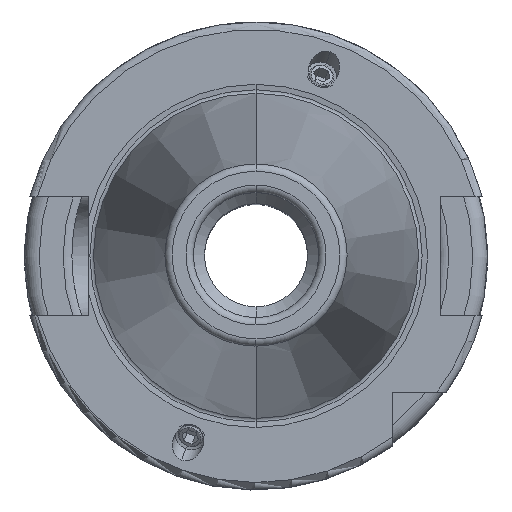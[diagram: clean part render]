
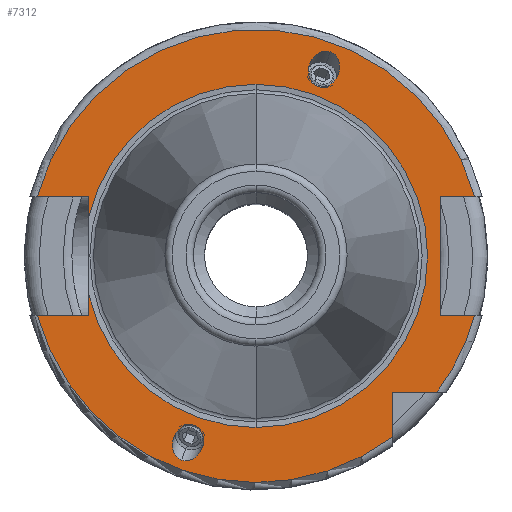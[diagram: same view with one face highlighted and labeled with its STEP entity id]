
A CAD part, top view. The second image highlights one B-rep face of the part: STEP entity #7312.
In plain terms, the highlighted planar face has unit normal (0, 0, 1).
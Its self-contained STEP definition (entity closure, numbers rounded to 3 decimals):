
#1210=DIRECTION('',(1,0,0));
#1211=VECTOR('',#1210,7.004);
#1212=CARTESIAN_POINT('',(-29.704,-8.05,18.1));
#1213=LINE('',#1212,#1211);
#1214=DIRECTION('',(0,1,0));
#1215=VECTOR('',#1214,2.753);
#1216=CARTESIAN_POINT('',(-22.7,-8.05,18.1));
#1217=LINE('',#1216,#1215);
#1218=DIRECTION('',(0,1,0));
#1219=VECTOR('',#1218,2.753);
#1220=CARTESIAN_POINT('',(-22.7,5.297,18.1));
#1221=LINE('',#1220,#1219);
#1222=DIRECTION('',(1,0,0));
#1223=VECTOR('',#1222,7.004);
#1224=CARTESIAN_POINT('',(-29.704,8.05,18.1));
#1225=LINE('',#1224,#1223);
#1226=DIRECTION('',(-1,0,0));
#1227=VECTOR('',#1226,4.704);
#1228=CARTESIAN_POINT('',(29.704,8.05,18.1));
#1229=LINE('',#1228,#1227);
#1230=DIRECTION('',(0,-1,0));
#1231=VECTOR('',#1230,16.1);
#1232=CARTESIAN_POINT('',(25,8.05,18.1));
#1233=LINE('',#1232,#1231);
#1234=DIRECTION('',(-1,0,0));
#1235=VECTOR('',#1234,4.704);
#1236=CARTESIAN_POINT('',(29.704,-8.05,18.1));
#1237=LINE('',#1236,#1235);
#1238=CARTESIAN_POINT('',(0,0,18.1));
#1239=DIRECTION('',(0,0,1));
#1240=DIRECTION('',(0.799,-0.601,0));
#1241=AXIS2_PLACEMENT_3D('',#1238,#1239,#1240);
#1243=DIRECTION('',(-1,0,0));
#1244=VECTOR('',#1243,6.094);
#1245=CARTESIAN_POINT('',(24.594,-18.5,18.1));
#1246=LINE('',#1245,#1244);
#1247=DIRECTION('',(0,1,0));
#1248=VECTOR('',#1247,6.094);
#1249=CARTESIAN_POINT('',(18.5,-24.594,18.1));
#1250=LINE('',#1249,#1248);
#1251=CARTESIAN_POINT('',(10.09,27.723,18.1));
#1252=CARTESIAN_POINT('',(9.863,27.806,18.1));
#1253=CARTESIAN_POINT('',(9.337,27.884,18.1));
#1254=CARTESIAN_POINT('',(8.455,27.594,18.1));
#1255=CARTESIAN_POINT('',(7.834,27.033,18.1));
#1256=CARTESIAN_POINT('',(7.483,26.49,18.1));
#1257=CARTESIAN_POINT('',(7.298,26.077,18.1));
#1258=CARTESIAN_POINT('',(7.174,25.641,18.1));
#1259=CARTESIAN_POINT('',(7.094,25.,18.1));
#1260=CARTESIAN_POINT('',(7.208,24.17,18.1));
#1261=CARTESIAN_POINT('',(7.698,23.381,18.1));
#1262=CARTESIAN_POINT('',(8.152,23.103,18.1));
#1263=CARTESIAN_POINT('',(8.379,23.02,18.1));
#1265=CARTESIAN_POINT('',(8.379,23.02,18.1));
#1266=CARTESIAN_POINT('',(8.606,22.937,18.1));
#1267=CARTESIAN_POINT('',(9.133,22.859,18.1));
#1268=CARTESIAN_POINT('',(10.014,23.149,18.1));
#1269=CARTESIAN_POINT('',(10.635,23.711,18.1));
#1270=CARTESIAN_POINT('',(10.986,24.253,18.1));
#1271=CARTESIAN_POINT('',(11.171,24.667,18.1));
#1272=CARTESIAN_POINT('',(11.295,25.103,18.1));
#1273=CARTESIAN_POINT('',(11.375,25.744,18.1));
#1274=CARTESIAN_POINT('',(11.261,26.573,18.1));
#1275=CARTESIAN_POINT('',(10.771,27.362,18.1));
#1276=CARTESIAN_POINT('',(10.318,27.641,18.1));
#1277=CARTESIAN_POINT('',(10.09,27.723,18.1));
#1279=CARTESIAN_POINT('',(-10.09,-27.723,18.1));
#1280=CARTESIAN_POINT('',(-10.318,-27.641,18.1));
#1281=CARTESIAN_POINT('',(-10.771,-27.362,18.1));
#1282=CARTESIAN_POINT('',(-11.261,-26.573,18.1));
#1283=CARTESIAN_POINT('',(-11.375,-25.744,18.1));
#1284=CARTESIAN_POINT('',(-11.295,-25.103,18.1));
#1285=CARTESIAN_POINT('',(-11.171,-24.667,18.1));
#1286=CARTESIAN_POINT('',(-10.986,-24.253,18.1));
#1287=CARTESIAN_POINT('',(-10.635,-23.711,18.1));
#1288=CARTESIAN_POINT('',(-10.014,-23.149,18.1));
#1289=CARTESIAN_POINT('',(-9.133,-22.859,18.1));
#1290=CARTESIAN_POINT('',(-8.606,-22.937,18.1));
#1291=CARTESIAN_POINT('',(-8.379,-23.02,18.1));
#1293=CARTESIAN_POINT('',(-8.379,-23.02,18.1));
#1294=CARTESIAN_POINT('',(-8.152,-23.103,18.1));
#1295=CARTESIAN_POINT('',(-7.698,-23.381,18.1));
#1296=CARTESIAN_POINT('',(-7.208,-24.17,18.1));
#1297=CARTESIAN_POINT('',(-7.094,-25.,18.1));
#1298=CARTESIAN_POINT('',(-7.174,-25.641,18.1));
#1299=CARTESIAN_POINT('',(-7.298,-26.077,18.1));
#1300=CARTESIAN_POINT('',(-7.483,-26.49,18.1));
#1301=CARTESIAN_POINT('',(-7.834,-27.033,18.1));
#1302=CARTESIAN_POINT('',(-8.455,-27.594,18.1));
#1303=CARTESIAN_POINT('',(-9.337,-27.884,18.1));
#1304=CARTESIAN_POINT('',(-9.863,-27.806,18.1));
#1305=CARTESIAN_POINT('',(-10.09,-27.723,18.1));
#1315=CARTESIAN_POINT('',(0,0,18.1));
#1316=DIRECTION('',(0,0,1));
#1317=DIRECTION('',(0,1,0));
#1318=AXIS2_PLACEMENT_3D('',#1315,#1316,#1317);
#1328=CARTESIAN_POINT('',(0,0,18.1));
#1329=DIRECTION('',(0,0,1));
#1330=DIRECTION('',(-0.974,-0.227,0));
#1331=AXIS2_PLACEMENT_3D('',#1328,#1329,#1330);
#1333=CARTESIAN_POINT('',(0,0,18.1));
#1334=DIRECTION('',(0,0,-1));
#1335=DIRECTION('',(0,1,0));
#1336=AXIS2_PLACEMENT_3D('',#1333,#1334,#1335);
#4901=CARTESIAN_POINT('',(0,0,18.1));
#4902=DIRECTION('',(0,0,1));
#4903=DIRECTION('',(0.965,0.262,0));
#4904=AXIS2_PLACEMENT_3D('',#4901,#4902,#4903);
#4952=CARTESIAN_POINT('',(0,0,18.1));
#4953=DIRECTION('',(0,0,1));
#4954=DIRECTION('',(-0.965,-0.262,0));
#4955=AXIS2_PLACEMENT_3D('',#4952,#4953,#4954);
#5575=CARTESIAN_POINT('',(-29.704,-8.05,18.1));
#5576=CARTESIAN_POINT('',(-22.7,-8.05,18.1));
#5577=VERTEX_POINT('',#5575);
#5578=VERTEX_POINT('',#5576);
#5579=CARTESIAN_POINT('',(-22.7,-5.297,18.1));
#5580=VERTEX_POINT('',#5579);
#5581=CARTESIAN_POINT('',(-22.7,5.297,18.1));
#5582=CARTESIAN_POINT('',(-22.7,8.05,18.1));
#5583=VERTEX_POINT('',#5581);
#5584=VERTEX_POINT('',#5582);
#5585=CARTESIAN_POINT('',(-29.704,8.05,18.1));
#5586=VERTEX_POINT('',#5585);
#5587=CARTESIAN_POINT('',(25,8.05,18.1));
#5588=CARTESIAN_POINT('',(25,-8.05,18.1));
#5589=VERTEX_POINT('',#5587);
#5590=VERTEX_POINT('',#5588);
#5591=CARTESIAN_POINT('',(29.704,-8.05,18.1));
#5592=VERTEX_POINT('',#5591);
#5593=CARTESIAN_POINT('',(29.704,8.05,18.1));
#5594=VERTEX_POINT('',#5593);
#5595=CARTESIAN_POINT('',(18.5,-24.594,18.1));
#5596=CARTESIAN_POINT('',(18.5,-18.5,18.1));
#5597=VERTEX_POINT('',#5595);
#5598=VERTEX_POINT('',#5596);
#5599=CARTESIAN_POINT('',(24.594,-18.5,18.1));
#5600=VERTEX_POINT('',#5599);
#5709=VERTEX_POINT('',#1251);
#5710=VERTEX_POINT('',#1263);
#5766=CARTESIAN_POINT('',(-10.09,-27.723,18.1));
#5768=VERTEX_POINT('',#5766);
#5771=CARTESIAN_POINT('',(-8.379,-23.02,18.1));
#5772=VERTEX_POINT('',#5771);
#5818=CARTESIAN_POINT('',(0,23.31,18.1));
#5819=VERTEX_POINT('',#5818);
#5820=CARTESIAN_POINT('',(0,-23.31,18.1));
#5821=VERTEX_POINT('',#5820);
#7269=CARTESIAN_POINT('',(0,0,18.1));
#7270=DIRECTION('',(0,0,-1));
#7271=DIRECTION('',(0,-1,0));
#7272=AXIS2_PLACEMENT_3D('',#7269,#7270,#7271);
#7273=PLANE('',#7272);
#7274=ORIENTED_EDGE('',*,*,#7244,.T.);
#7275=ORIENTED_EDGE('',*,*,#7231,.T.);
#7277=ORIENTED_EDGE('',*,*,#7276,.T.);
#7279=ORIENTED_EDGE('',*,*,#7278,.F.);
#7281=ORIENTED_EDGE('',*,*,#7280,.T.);
#7282=ORIENTED_EDGE('',*,*,#7227,.T.);
#7283=ORIENTED_EDGE('',*,*,#7213,.F.);
#7285=ORIENTED_EDGE('',*,*,#7284,.F.);
#7287=ORIENTED_EDGE('',*,*,#7286,.T.);
#7289=ORIENTED_EDGE('',*,*,#7288,.T.);
#7290=ORIENTED_EDGE('',*,*,#6338,.F.);
#7292=ORIENTED_EDGE('',*,*,#7291,.F.);
#7293=ORIENTED_EDGE('',*,*,#7003,.T.);
#7295=ORIENTED_EDGE('',*,*,#7294,.F.);
#7297=ORIENTED_EDGE('',*,*,#7296,.F.);
#7298=EDGE_LOOP('',(#7274,#7275,#7277,#7279,#7281,#7282,#7283,#7285,#7287,#7289,
#7290,#7292,#7293,#7295,#7297));
#7299=FACE_OUTER_BOUND('',#7298,.F.);
#7301=ORIENTED_EDGE('',*,*,#7300,.T.);
#7303=ORIENTED_EDGE('',*,*,#7302,.T.);
#7304=EDGE_LOOP('',(#7301,#7303));
#7305=FACE_BOUND('',#7304,.F.);
#7307=ORIENTED_EDGE('',*,*,#7306,.F.);
#7309=ORIENTED_EDGE('',*,*,#7308,.F.);
#7310=EDGE_LOOP('',(#7307,#7309));
#7311=FACE_BOUND('',#7310,.F.);
#7312=ADVANCED_FACE('',(#7299,#7305,#7311),#7273,.F.);
#1242=CIRCLE('',#1241,30.775);
#1264=B_SPLINE_CURVE_WITH_KNOTS('',3,(#1251,#1252,#1253,#1254,#1255,#1256,#1257,
#1258,#1259,#1260,#1261,#1262,#1263),.UNSPECIFIED.,.F.,.F.,(4,1,1,1,1,1,1,1,1,1,
4),(0,0.125,0.25,0.375,0.438,0.5,0.563,0.625,0.75,0.875,
1.0),.UNSPECIFIED.);
#1278=B_SPLINE_CURVE_WITH_KNOTS('',3,(#1265,#1266,#1267,#1268,#1269,#1270,#1271,
#1272,#1273,#1274,#1275,#1276,#1277),.UNSPECIFIED.,.F.,.F.,(4,1,1,1,1,1,1,1,1,1,
4),(0,0.125,0.25,0.375,0.438,0.5,0.563,0.625,0.75,0.875,
1.0),.UNSPECIFIED.);
#1292=B_SPLINE_CURVE_WITH_KNOTS('',3,(#1279,#1280,#1281,#1282,#1283,#1284,#1285,
#1286,#1287,#1288,#1289,#1290,#1291),.UNSPECIFIED.,.F.,.F.,(4,1,1,1,1,1,1,1,1,1,
4),(0,0.125,0.25,0.375,0.438,0.5,0.563,0.625,0.75,0.875,
1.0),.UNSPECIFIED.);
#1306=B_SPLINE_CURVE_WITH_KNOTS('',3,(#1293,#1294,#1295,#1296,#1297,#1298,#1299,
#1300,#1301,#1302,#1303,#1304,#1305),.UNSPECIFIED.,.F.,.F.,(4,1,1,1,1,1,1,1,1,1,
4),(0,0.125,0.25,0.375,0.438,0.5,0.563,0.625,0.75,0.875,
1.0),.UNSPECIFIED.);
#1319=CIRCLE('',#1318,23.31);
#1332=CIRCLE('',#1331,23.31);
#1337=CIRCLE('',#1336,23.31);
#4905=CIRCLE('',#4904,30.775);
#4956=CIRCLE('',#4955,30.775);
#6338=EDGE_CURVE('',#5592,#5590,#1237,.T.);
#7003=EDGE_CURVE('',#5600,#5598,#1246,.T.);
#7213=EDGE_CURVE('',#5586,#5584,#1225,.T.);
#7227=EDGE_CURVE('',#5583,#5584,#1221,.T.);
#7231=EDGE_CURVE('',#5578,#5580,#1217,.T.);
#7244=EDGE_CURVE('',#5577,#5578,#1213,.T.);
#7276=EDGE_CURVE('',#5580,#5821,#1332,.T.);
#7278=EDGE_CURVE('',#5819,#5821,#1337,.T.);
#7280=EDGE_CURVE('',#5819,#5583,#1319,.T.);
#7284=EDGE_CURVE('',#5594,#5586,#4905,.T.);
#7286=EDGE_CURVE('',#5594,#5589,#1229,.T.);
#7288=EDGE_CURVE('',#5589,#5590,#1233,.T.);
#7291=EDGE_CURVE('',#5600,#5592,#1242,.T.);
#7294=EDGE_CURVE('',#5597,#5598,#1250,.T.);
#7296=EDGE_CURVE('',#5577,#5597,#4956,.T.);
#7300=EDGE_CURVE('',#5709,#5710,#1264,.T.);
#7302=EDGE_CURVE('',#5710,#5709,#1278,.T.);
#7306=EDGE_CURVE('',#5768,#5772,#1292,.T.);
#7308=EDGE_CURVE('',#5772,#5768,#1306,.T.);
